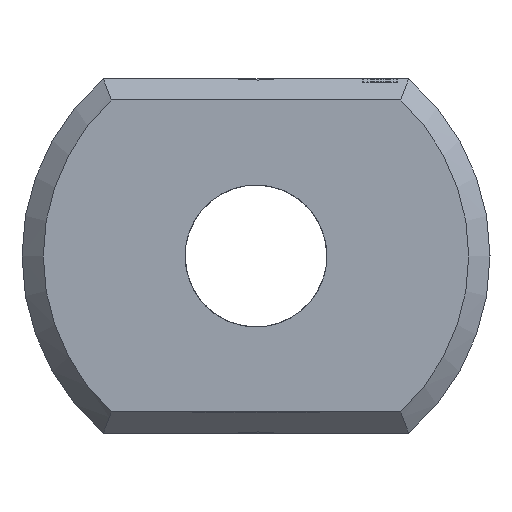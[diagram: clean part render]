
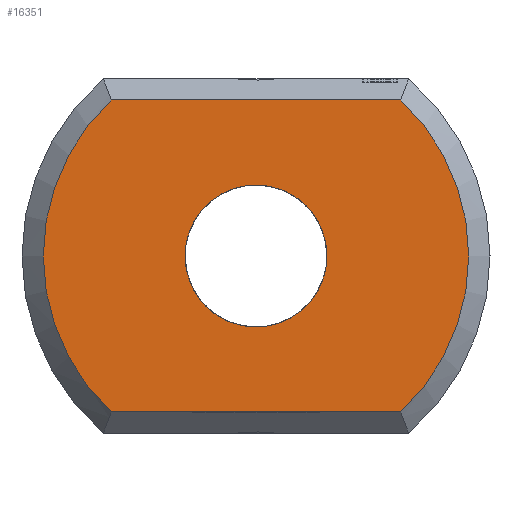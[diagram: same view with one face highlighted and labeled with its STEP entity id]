
A CAD part, left-side view. The second image highlights one B-rep face of the part: STEP entity #16351.
In plain terms, the highlighted planar face has unit normal (-1, 0, 0).
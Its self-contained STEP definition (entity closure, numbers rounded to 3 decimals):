
#4037 = VERTEX_POINT('',#4038);
#4038 = CARTESIAN_POINT('',(0.,-2.04,2.2));
#4047 = VERTEX_POINT('',#4048);
#4048 = CARTESIAN_POINT('',(0.,-2.04,-2.2));
#4055 = EDGE_CURVE('',#4037,#4047,#4056,.T.);
#4056 = CIRCLE('',#4057,3.);
#4057 = AXIS2_PLACEMENT_3D('',#4058,#4059,#4060);
#4058 = CARTESIAN_POINT('',(0.,0.,0.));
#4059 = DIRECTION('',(1.,0.,0.));
#4060 = DIRECTION('',(0.,-0.653,0.758)
  );
#5168 = VERTEX_POINT('',#5169);
#5169 = CARTESIAN_POINT('',(0.,2.04,2.2));
#5176 = EDGE_CURVE('',#4037,#5168,#5177,.T.);
#5177 = LINE('',#5178,#5179);
#5178 = CARTESIAN_POINT('',(0.,-2.154,2.2));
#5179 = VECTOR('',#5180,1.);
#5180 = DIRECTION('',(0.,1.,0.));
#16351 = ADVANCED_FACE('',(#16352,#16371),#16382,.F.);
#16352 = FACE_BOUND('',#16353,.F.);
#16353 = EDGE_LOOP('',(#16354,#16363,#16364,#16365));
#16354 = ORIENTED_EDGE('',*,*,#16355,.T.);
#16355 = EDGE_CURVE('',#16356,#5168,#16358,.T.);
#16356 = VERTEX_POINT('',#16357);
#16357 = CARTESIAN_POINT('',(0.,2.04,-2.2));
#16358 = CIRCLE('',#16359,3.);
#16359 = AXIS2_PLACEMENT_3D('',#16360,#16361,#16362);
#16360 = CARTESIAN_POINT('',(0.,0.,0.));
#16361 = DIRECTION('',(1.,0.,0.));
#16362 = DIRECTION('',(0.,0.653,-0.758)
  );
#16363 = ORIENTED_EDGE('',*,*,#5176,.F.);
#16364 = ORIENTED_EDGE('',*,*,#4055,.T.);
#16365 = ORIENTED_EDGE('',*,*,#16366,.T.);
#16366 = EDGE_CURVE('',#4047,#16356,#16367,.T.);
#16367 = LINE('',#16368,#16369);
#16368 = CARTESIAN_POINT('',(0.,-2.154,-2.2));
#16369 = VECTOR('',#16370,1.);
#16370 = DIRECTION('',(0.,1.,0.));
#16371 = FACE_BOUND('',#16372,.T.);
#16372 = EDGE_LOOP('',(#16373));
#16373 = ORIENTED_EDGE('',*,*,#16374,.T.);
#16374 = EDGE_CURVE('',#16375,#16375,#16377,.T.);
#16375 = VERTEX_POINT('',#16376);
#16376 = CARTESIAN_POINT('',(0.,1.,0.)
  );
#16377 = CIRCLE('',#16378,1.);
#16378 = AXIS2_PLACEMENT_3D('',#16379,#16380,#16381);
#16379 = CARTESIAN_POINT('',(0.,0.,0.));
#16380 = DIRECTION('',(1.,0.,0.));
#16381 = DIRECTION('',(0.,1.,0.));
#16382 = PLANE('',#16383);
#16383 = AXIS2_PLACEMENT_3D('',#16384,#16385,#16386);
#16384 = CARTESIAN_POINT('',(0.,0.,0.));
#16385 = DIRECTION('',(1.,0.,0.));
#16386 = DIRECTION('',(0.,0.,1.));
